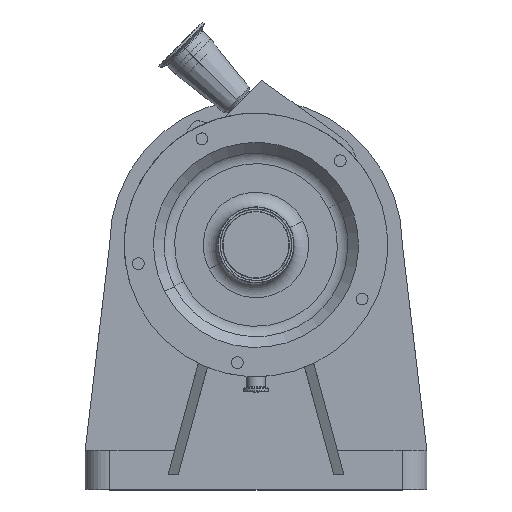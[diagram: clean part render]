
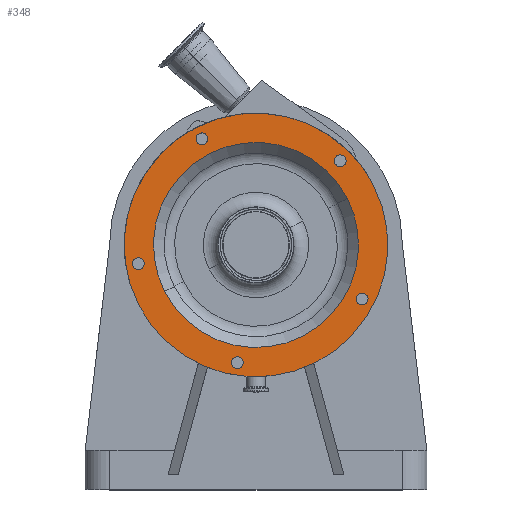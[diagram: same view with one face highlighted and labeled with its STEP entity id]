
A CAD part, top view. The second image highlights one B-rep face of the part: STEP entity #348.
In plain terms, the highlighted planar face has unit normal (0, 0, 1).
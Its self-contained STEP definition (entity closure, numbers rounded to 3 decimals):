
#30 = EDGE_LOOP ( 'NONE', ( #473, #472 ) ) ;
#39 = EDGE_CURVE ( 'NONE', #1765, #1767, #3321, .T. ) ;
#339 = ORIENTED_EDGE ( 'NONE', *, *, #2980, .F. ) ;
#340 = EDGE_LOOP ( 'NONE', ( #347, #339 ) ) ;
#341 = ORIENTED_EDGE ( 'NONE', *, *, #7096, .F. ) ;
#342 = EDGE_LOOP ( 'NONE', ( #463, #462 ) ) ;
#344 = ORIENTED_EDGE ( 'NONE', *, *, #346, .F. ) ;
#345 = ORIENTED_EDGE ( 'NONE', *, *, #379, .F. ) ;
#346 = EDGE_CURVE ( 'NONE', #7094, #7143, #3916, .T. ) ;
#347 = ORIENTED_EDGE ( 'NONE', *, *, #376, .F. ) ;
#348 = ADVANCED_FACE ( 'NONE', ( #3923, #3908, #3902, #3898, #3921, #3897, #3895 ), #3925, .F. ) ;
#349 = EDGE_LOOP ( 'NONE', ( #344, #378 ) ) ;
#360 = ORIENTED_EDGE ( 'NONE', *, *, #365, .F. ) ;
#365 = EDGE_CURVE ( 'NONE', #7025, #2951, #3655, .T. ) ;
#376 = EDGE_CURVE ( 'NONE', #3430, #7055, #3627, .T. ) ;
#377 = EDGE_LOOP ( 'NONE', ( #345, #341 ) ) ;
#378 = ORIENTED_EDGE ( 'NONE', *, *, #7134, .F. ) ;
#379 = EDGE_CURVE ( 'NONE', #7142, #7063, #3736, .T. ) ;
#462 = ORIENTED_EDGE ( 'NONE', *, *, #7059, .F. ) ;
#463 = ORIENTED_EDGE ( 'NONE', *, *, #464, .F. ) ;
#464 = EDGE_CURVE ( 'NONE', #7051, #7049, #4148, .T. ) ;
#465 = EDGE_CURVE ( 'NONE', #7073, #7041, #4119, .T. ) ;
#466 = ORIENTED_EDGE ( 'NONE', *, *, #465, .F. ) ;
#467 = EDGE_LOOP ( 'NONE', ( #466, #474 ) ) ;
#469 = ORIENTED_EDGE ( 'NONE', *, *, #7048, .F. ) ;
#471 = EDGE_LOOP ( 'NONE', ( #360, #469 ) ) ;
#472 = ORIENTED_EDGE ( 'NONE', *, *, #39, .T. ) ;
#473 = ORIENTED_EDGE ( 'NONE', *, *, #1238, .T. ) ;
#474 = ORIENTED_EDGE ( 'NONE', *, *, #7108, .F. ) ;
#1066 = CARTESIAN_POINT ( 'NONE',  ( 86.267, 86.267, 284. ) ) ;
#1070 = CARTESIAN_POINT ( 'NONE',  ( 105.979, -60.733, 284. ) ) ;
#1071 = AXIS2_PLACEMENT_3D ( 'NONE', #1066, #1124, #1123 ) ;
#1082 = CIRCLE ( 'NONE', #1071, 6. ) ;
#1113 = CARTESIAN_POINT ( 'NONE',  ( 82.024, 90.51, 284. ) ) ;
#1123 = DIRECTION ( 'NONE',  ( 0.707, -0.707, 0. ) ) ;
#1124 = DIRECTION ( 'NONE',  ( 0., 0., 1. ) ) ;
#1238 = EDGE_CURVE ( 'NONE', #1767, #1765, #7862, .T. ) ;
#1765 = VERTEX_POINT ( 'NONE', #4929 ) ;
#1767 = VERTEX_POINT ( 'NONE', #4973 ) ;
#2951 = VERTEX_POINT ( 'NONE', #6618 ) ;
#2980 = EDGE_CURVE ( 'NONE', #7055, #3430, #7828, .T. ) ;
#3086 = AXIS2_PLACEMENT_3D ( 'NONE', #3308, #3144, #3312 ) ;
#3144 = DIRECTION ( 'NONE',  ( 0., 0., 1. ) ) ;
#3308 = CARTESIAN_POINT ( 'NONE',  ( 0., 0., 284. ) ) ;
#3312 = DIRECTION ( 'NONE',  ( 0.891, 0.454, 0. ) ) ;
#3321 = CIRCLE ( 'NONE', #3086, 135. ) ;
#3430 = VERTEX_POINT ( 'NONE', #6987 ) ;
#3627 = CIRCLE ( 'NONE', #3662, 6. ) ;
#3655 = CIRCLE ( 'NONE', #3710, 105. ) ;
#3661 = CARTESIAN_POINT ( 'NONE',  ( -19.085, -120.498, 284. ) ) ;
#3662 = AXIS2_PLACEMENT_3D ( 'NONE', #3661, #3697, #3696 ) ;
#3696 = DIRECTION ( 'NONE',  ( -0.988, 0.156, 0. ) ) ;
#3697 = DIRECTION ( 'NONE',  ( 0., 0., 1. ) ) ;
#3701 = DIRECTION ( 'NONE',  ( 0.891, 0.454, 0. ) ) ;
#3702 = DIRECTION ( 'NONE',  ( 0., 0., 1. ) ) ;
#3706 = CARTESIAN_POINT ( 'NONE',  ( 0., 0., 284. ) ) ;
#3710 = AXIS2_PLACEMENT_3D ( 'NONE', #3706, #3702, #3701 ) ;
#3736 = CIRCLE ( 'NONE', #3740, 6. ) ;
#3740 = AXIS2_PLACEMENT_3D ( 'NONE', #3750, #3743, #3751 ) ;
#3743 = DIRECTION ( 'NONE',  ( 0., 0., 1. ) ) ;
#3750 = CARTESIAN_POINT ( 'NONE',  ( 108.703, -55.387, 284. ) ) ;
#3751 = DIRECTION ( 'NONE',  ( -0.454, -0.891, 0. ) ) ;
#3895 = FACE_BOUND ( 'NONE', #471, .T. ) ;
#3897 = FACE_OUTER_BOUND ( 'NONE', #30, .T. ) ;
#3898 = FACE_BOUND ( 'NONE', #342, .T. ) ;
#3899 = DIRECTION ( 'NONE',  ( 0.707, -0.707, 0. ) ) ;
#3900 = DIRECTION ( 'NONE',  ( 0., 0., 1. ) ) ;
#3901 = CARTESIAN_POINT ( 'NONE',  ( 86.267, 86.267, 284. ) ) ;
#3902 = FACE_BOUND ( 'NONE', #340, .T. ) ;
#3903 = CARTESIAN_POINT ( 'NONE',  ( -17.706, 34.749, 284. ) ) ;
#3905 = AXIS2_PLACEMENT_3D ( 'NONE', #3901, #3900, #3899 ) ;
#3908 = FACE_BOUND ( 'NONE', #377, .T. ) ;
#3912 = DIRECTION ( 'NONE',  ( -0.891, -0.454, 0. ) ) ;
#3913 = DIRECTION ( 'NONE',  ( 0., 0., -1. ) ) ;
#3916 = CIRCLE ( 'NONE', #3905, 6. ) ;
#3917 = AXIS2_PLACEMENT_3D ( 'NONE', #3903, #3913, #3912 ) ;
#3921 = FACE_BOUND ( 'NONE', #467, .T. ) ;
#3923 = FACE_BOUND ( 'NONE', #349, .T. ) ;
#3925 = PLANE ( 'NONE',  #3917 ) ;
#4105 = AXIS2_PLACEMENT_3D ( 'NONE', #4153, #4143, #4142 ) ;
#4119 = CIRCLE ( 'NONE', #4105, 6. ) ;
#4120 = DIRECTION ( 'NONE',  ( -0.156, 0.988, 0. ) ) ;
#4121 = DIRECTION ( 'NONE',  ( 0., 0., 1. ) ) ;
#4122 = CARTESIAN_POINT ( 'NONE',  ( -120.498, -19.085, 284. ) ) ;
#4142 = DIRECTION ( 'NONE',  ( 0.891, 0.454, 0. ) ) ;
#4143 = DIRECTION ( 'NONE',  ( 0., 0., 1. ) ) ;
#4148 = CIRCLE ( 'NONE', #4152, 6. ) ;
#4152 = AXIS2_PLACEMENT_3D ( 'NONE', #4122, #4121, #4120 ) ;
#4153 = CARTESIAN_POINT ( 'NONE',  ( -55.387, 108.703, 284. ) ) ;
#4709 = CARTESIAN_POINT ( 'NONE',  ( -55.387, 108.703, 284. ) ) ;
#4758 = AXIS2_PLACEMENT_3D ( 'NONE', #4709, #4823, #4826 ) ;
#4759 = CIRCLE ( 'NONE', #4758, 6. ) ;
#4823 = DIRECTION ( 'NONE',  ( 0., 0., 1. ) ) ;
#4826 = DIRECTION ( 'NONE',  ( 0.891, 0.454, 0. ) ) ;
#4929 = CARTESIAN_POINT ( 'NONE',  ( -120.286, -61.289, 284. ) ) ;
#4973 = CARTESIAN_POINT ( 'NONE',  ( 120.286, 61.289, 284. ) ) ;
#6618 = CARTESIAN_POINT ( 'NONE',  ( -93.556, -47.669, 284. ) ) ;
#6764 = DIRECTION ( 'NONE',  ( -0.454, -0.891, 0. ) ) ;
#6767 = DIRECTION ( 'NONE',  ( 0., 0., 1. ) ) ;
#6768 = CARTESIAN_POINT ( 'NONE',  ( 108.703, -55.387, 284. ) ) ;
#6774 = AXIS2_PLACEMENT_3D ( 'NONE', #6768, #6767, #6764 ) ;
#6775 = CIRCLE ( 'NONE', #6774, 6. ) ;
#6807 = CARTESIAN_POINT ( 'NONE',  ( -121.437, -13.159, 284. ) ) ;
#6848 = CARTESIAN_POINT ( 'NONE',  ( -60.733, 105.979, 284. ) ) ;
#6866 = CARTESIAN_POINT ( 'NONE',  ( -119.559, -25.011, 284. ) ) ;
#6874 = CARTESIAN_POINT ( 'NONE',  ( 0., 0., 284. ) ) ;
#6875 = CIRCLE ( 'NONE', #6878, 105. ) ;
#6876 = DIRECTION ( 'NONE',  ( 0.891, 0.454, 0. ) ) ;
#6877 = DIRECTION ( 'NONE',  ( 0., 0., 1. ) ) ;
#6878 = AXIS2_PLACEMENT_3D ( 'NONE', #6874, #6877, #6876 ) ;
#6880 = CARTESIAN_POINT ( 'NONE',  ( 93.556, 47.669, 284. ) ) ;
#6882 = CARTESIAN_POINT ( 'NONE',  ( -120.498, -19.085, 284. ) ) ;
#6883 = DIRECTION ( 'NONE',  ( -0.156, 0.988, 0. ) ) ;
#6884 = DIRECTION ( 'NONE',  ( 0., 0., 1. ) ) ;
#6885 = AXIS2_PLACEMENT_3D ( 'NONE', #6882, #6884, #6883 ) ;
#6886 = CIRCLE ( 'NONE', #6885, 6. ) ;
#6887 = CARTESIAN_POINT ( 'NONE',  ( -13.159, -121.437, 284. ) ) ;
#6891 = CARTESIAN_POINT ( 'NONE',  ( 111.427, -50.041, 284. ) ) ;
#6896 = CARTESIAN_POINT ( 'NONE',  ( 90.51, 82.024, 284. ) ) ;
#6909 = CARTESIAN_POINT ( 'NONE',  ( -50.041, 111.427, 284. ) ) ;
#6987 = CARTESIAN_POINT ( 'NONE',  ( -25.011, -119.559, 284. ) ) ;
#7025 = VERTEX_POINT ( 'NONE', #6880 ) ;
#7041 = VERTEX_POINT ( 'NONE', #6848 ) ;
#7048 = EDGE_CURVE ( 'NONE', #2951, #7025, #6875, .T. ) ;
#7049 = VERTEX_POINT ( 'NONE', #6866 ) ;
#7051 = VERTEX_POINT ( 'NONE', #6807 ) ;
#7055 = VERTEX_POINT ( 'NONE', #6887 ) ;
#7059 = EDGE_CURVE ( 'NONE', #7049, #7051, #6886, .T. ) ;
#7063 = VERTEX_POINT ( 'NONE', #6891 ) ;
#7073 = VERTEX_POINT ( 'NONE', #6909 ) ;
#7094 = VERTEX_POINT ( 'NONE', #6896 ) ;
#7096 = EDGE_CURVE ( 'NONE', #7063, #7142, #6775, .T. ) ;
#7108 = EDGE_CURVE ( 'NONE', #7041, #7073, #4759, .T. ) ;
#7134 = EDGE_CURVE ( 'NONE', #7143, #7094, #1082, .T. ) ;
#7142 = VERTEX_POINT ( 'NONE', #1070 ) ;
#7143 = VERTEX_POINT ( 'NONE', #1113 ) ;
#7816 = AXIS2_PLACEMENT_3D ( 'NONE', #7821, #7817, #7826 ) ;
#7817 = DIRECTION ( 'NONE',  ( 0., 0., 1. ) ) ;
#7821 = CARTESIAN_POINT ( 'NONE',  ( -19.085, -120.498, 284. ) ) ;
#7826 = DIRECTION ( 'NONE',  ( -0.988, 0.156, 0. ) ) ;
#7828 = CIRCLE ( 'NONE', #7816, 6. ) ;
#7850 = AXIS2_PLACEMENT_3D ( 'NONE', #7863, #7864, #7866 ) ;
#7862 = CIRCLE ( 'NONE', #7850, 135. ) ;
#7863 = CARTESIAN_POINT ( 'NONE',  ( 0., 0., 284. ) ) ;
#7864 = DIRECTION ( 'NONE',  ( 0., 0., 1. ) ) ;
#7866 = DIRECTION ( 'NONE',  ( 0.891, 0.454, 0. ) ) ;
